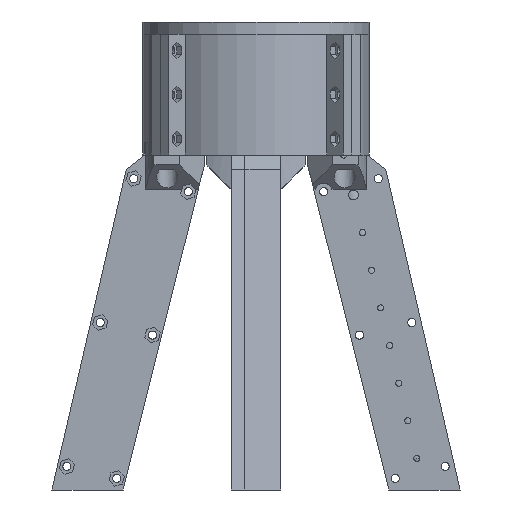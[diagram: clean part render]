
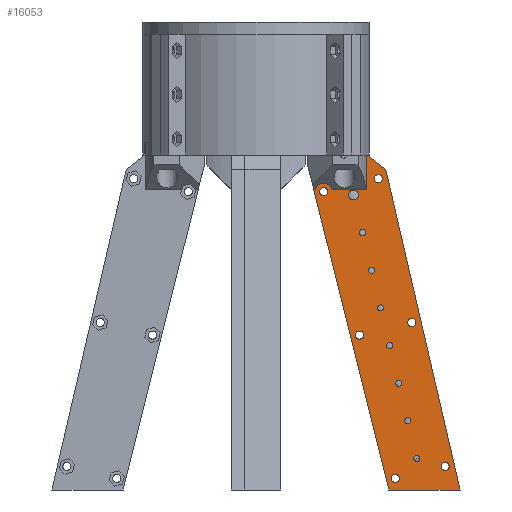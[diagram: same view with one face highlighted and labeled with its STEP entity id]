
A CAD part, left-side view. The second image highlights one B-rep face of the part: STEP entity #16053.
In plain terms, the highlighted planar face has unit normal (-1, 0, 0).
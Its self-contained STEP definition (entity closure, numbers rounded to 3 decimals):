
#703=FACE_BOUND('',#3174,.T.);
#704=FACE_BOUND('',#3175,.T.);
#705=FACE_BOUND('',#3176,.T.);
#706=FACE_BOUND('',#3177,.T.);
#707=FACE_BOUND('',#3178,.T.);
#708=FACE_BOUND('',#3179,.T.);
#709=FACE_BOUND('',#3180,.T.);
#710=FACE_BOUND('',#3181,.T.);
#711=FACE_BOUND('',#3182,.T.);
#712=FACE_BOUND('',#3183,.T.);
#713=FACE_BOUND('',#3184,.T.);
#714=FACE_BOUND('',#3185,.T.);
#715=FACE_BOUND('',#3186,.T.);
#716=FACE_BOUND('',#3187,.T.);
#1272=PLANE('',#17283);
#2066=FACE_OUTER_BOUND('',#3173,.T.);
#3173=EDGE_LOOP('',(#14757,#14758,#14759,#14760,#14761,#14762,#14763,#14764,
#14765));
#3174=EDGE_LOOP('',(#14766));
#3175=EDGE_LOOP('',(#14767));
#3176=EDGE_LOOP('',(#14768));
#3177=EDGE_LOOP('',(#14769));
#3178=EDGE_LOOP('',(#14770));
#3179=EDGE_LOOP('',(#14771));
#3180=EDGE_LOOP('',(#14772));
#3181=EDGE_LOOP('',(#14773));
#3182=EDGE_LOOP('',(#14774));
#3183=EDGE_LOOP('',(#14775));
#3184=EDGE_LOOP('',(#14776));
#3185=EDGE_LOOP('',(#14777));
#3186=EDGE_LOOP('',(#14778));
#3187=EDGE_LOOP('',(#14779));
#4729=LINE('',#29878,#6285);
#4734=LINE('',#29887,#6290);
#4738=LINE('',#29902,#6294);
#4746=LINE('',#29930,#6302);
#4758=LINE('',#30427,#6314);
#4759=LINE('',#30428,#6315);
#4760=LINE('',#30430,#6316);
#4761=LINE('',#30431,#6317);
#6285=VECTOR('',#21063,10.);
#6290=VECTOR('',#21070,10.);
#6294=VECTOR('',#21082,10.);
#6302=VECTOR('',#21098,10.);
#6314=VECTOR('',#21164,10.);
#6315=VECTOR('',#21165,10.);
#6316=VECTOR('',#21166,10.);
#6317=VECTOR('',#21167,10.);
#6747=CIRCLE('',#17265,1.25);
#6748=CIRCLE('',#17267,1.25);
#6749=CIRCLE('',#17269,1.25);
#6750=CIRCLE('',#17271,1.25);
#6751=CIRCLE('',#17273,1.25);
#6752=CIRCLE('',#17275,2.);
#6753=CIRCLE('',#17277,1.25);
#6754=CIRCLE('',#17279,1.25);
#6755=CIRCLE('',#17282,3.5);
#6756=CIRCLE('',#17284,1.65);
#6757=CIRCLE('',#17285,1.65);
#6758=CIRCLE('',#17286,1.65);
#6759=CIRCLE('',#17287,1.65);
#6760=CIRCLE('',#17288,1.65);
#6761=CIRCLE('',#17289,1.65);
#8160=VERTEX_POINT('',#29875);
#8161=VERTEX_POINT('',#29877);
#8164=VERTEX_POINT('',#29885);
#8170=VERTEX_POINT('',#29899);
#8171=VERTEX_POINT('',#29901);
#8179=VERTEX_POINT('',#29928);
#8200=VERTEX_POINT('',#30320);
#8201=VERTEX_POINT('',#30324);
#8202=VERTEX_POINT('',#30328);
#8203=VERTEX_POINT('',#30332);
#8204=VERTEX_POINT('',#30336);
#8205=VERTEX_POINT('',#30340);
#8206=VERTEX_POINT('',#30344);
#8207=VERTEX_POINT('',#30383);
#8208=VERTEX_POINT('',#30422);
#8209=VERTEX_POINT('',#30423);
#8210=VERTEX_POINT('',#30429);
#8211=VERTEX_POINT('',#30432);
#8212=VERTEX_POINT('',#30434);
#8213=VERTEX_POINT('',#30436);
#8214=VERTEX_POINT('',#30438);
#8215=VERTEX_POINT('',#30440);
#8216=VERTEX_POINT('',#30442);
#10348=EDGE_CURVE('',#8161,#8160,#4729,.T.);
#10353=EDGE_CURVE('',#8160,#8164,#4734,.T.);
#10360=EDGE_CURVE('',#8171,#8170,#4738,.T.);
#10371=EDGE_CURVE('',#8164,#8179,#4746,.T.);
#10400=EDGE_CURVE('',#8200,#8200,#6747,.T.);
#10402=EDGE_CURVE('',#8201,#8201,#6748,.T.);
#10404=EDGE_CURVE('',#8202,#8202,#6749,.T.);
#10406=EDGE_CURVE('',#8203,#8203,#6750,.T.);
#10408=EDGE_CURVE('',#8204,#8204,#6751,.T.);
#10410=EDGE_CURVE('',#8205,#8205,#6752,.T.);
#10412=EDGE_CURVE('',#8206,#8206,#6753,.T.);
#10415=EDGE_CURVE('',#8207,#8207,#6754,.T.);
#10417=EDGE_CURVE('',#8208,#8209,#6755,.T.);
#10418=EDGE_CURVE('',#8161,#8208,#4758,.T.);
#10419=EDGE_CURVE('',#8171,#8179,#4759,.T.);
#10420=EDGE_CURVE('',#8170,#8210,#4760,.T.);
#10421=EDGE_CURVE('',#8209,#8210,#4761,.T.);
#10422=EDGE_CURVE('',#8211,#8211,#6756,.T.);
#10423=EDGE_CURVE('',#8212,#8212,#6757,.T.);
#10424=EDGE_CURVE('',#8213,#8213,#6758,.T.);
#10425=EDGE_CURVE('',#8214,#8214,#6759,.T.);
#10426=EDGE_CURVE('',#8215,#8215,#6760,.T.);
#10427=EDGE_CURVE('',#8216,#8216,#6761,.T.);
#14757=ORIENTED_EDGE('',*,*,#10417,.F.);
#14758=ORIENTED_EDGE('',*,*,#10418,.F.);
#14759=ORIENTED_EDGE('',*,*,#10348,.T.);
#14760=ORIENTED_EDGE('',*,*,#10353,.T.);
#14761=ORIENTED_EDGE('',*,*,#10371,.T.);
#14762=ORIENTED_EDGE('',*,*,#10419,.F.);
#14763=ORIENTED_EDGE('',*,*,#10360,.T.);
#14764=ORIENTED_EDGE('',*,*,#10420,.T.);
#14765=ORIENTED_EDGE('',*,*,#10421,.F.);
#14766=ORIENTED_EDGE('',*,*,#10400,.T.);
#14767=ORIENTED_EDGE('',*,*,#10402,.T.);
#14768=ORIENTED_EDGE('',*,*,#10404,.T.);
#14769=ORIENTED_EDGE('',*,*,#10406,.T.);
#14770=ORIENTED_EDGE('',*,*,#10408,.T.);
#14771=ORIENTED_EDGE('',*,*,#10410,.T.);
#14772=ORIENTED_EDGE('',*,*,#10412,.T.);
#14773=ORIENTED_EDGE('',*,*,#10415,.T.);
#14774=ORIENTED_EDGE('',*,*,#10422,.T.);
#14775=ORIENTED_EDGE('',*,*,#10423,.T.);
#14776=ORIENTED_EDGE('',*,*,#10424,.T.);
#14777=ORIENTED_EDGE('',*,*,#10425,.T.);
#14778=ORIENTED_EDGE('',*,*,#10426,.T.);
#14779=ORIENTED_EDGE('',*,*,#10427,.T.);
#16053=ADVANCED_FACE('',(#2066,#703,#704,#705,#706,#707,#708,#709,#710,
#711,#712,#713,#714,#715,#716),#1272,.T.);
#17265=AXIS2_PLACEMENT_3D('',#30322,#21119,#21120);
#17267=AXIS2_PLACEMENT_3D('',#30326,#21124,#21125);
#17269=AXIS2_PLACEMENT_3D('',#30330,#21129,#21130);
#17271=AXIS2_PLACEMENT_3D('',#30334,#21134,#21135);
#17273=AXIS2_PLACEMENT_3D('',#30338,#21139,#21140);
#17275=AXIS2_PLACEMENT_3D('',#30342,#21144,#21145);
#17277=AXIS2_PLACEMENT_3D('',#30346,#21149,#21150);
#17279=AXIS2_PLACEMENT_3D('',#30385,#21154,#21155);
#17282=AXIS2_PLACEMENT_3D('',#30425,#21160,#21161);
#17283=AXIS2_PLACEMENT_3D('',#30426,#21162,#21163);
#17284=AXIS2_PLACEMENT_3D('',#30433,#21168,#21169);
#17285=AXIS2_PLACEMENT_3D('',#30435,#21170,#21171);
#17286=AXIS2_PLACEMENT_3D('',#30437,#21172,#21173);
#17287=AXIS2_PLACEMENT_3D('',#30439,#21174,#21175);
#17288=AXIS2_PLACEMENT_3D('',#30441,#21176,#21177);
#17289=AXIS2_PLACEMENT_3D('',#30443,#21178,#21179);
#21063=DIRECTION('',(0.,-0.243,-0.97));
#21070=DIRECTION('',(0.,-1.,0.));
#21082=DIRECTION('',(0.,1.,0.));
#21098=DIRECTION('',(0.,0.226,0.974));
#21119=DIRECTION('center_axis',(1.,0.,0.));
#21120=DIRECTION('ref_axis',(0.,-1.,0.));
#21124=DIRECTION('center_axis',(1.,0.,0.));
#21125=DIRECTION('ref_axis',(0.,-1.,0.));
#21129=DIRECTION('center_axis',(1.,0.,0.));
#21130=DIRECTION('ref_axis',(0.,-1.,0.));
#21134=DIRECTION('center_axis',(1.,0.,0.));
#21135=DIRECTION('ref_axis',(0.,-1.,0.));
#21139=DIRECTION('center_axis',(1.,0.,0.));
#21140=DIRECTION('ref_axis',(0.,-1.,0.));
#21144=DIRECTION('center_axis',(1.,0.,0.));
#21145=DIRECTION('ref_axis',(0.,-1.,0.));
#21149=DIRECTION('center_axis',(1.,0.,0.));
#21150=DIRECTION('ref_axis',(0.,-1.,0.));
#21154=DIRECTION('center_axis',(1.,0.,0.));
#21155=DIRECTION('ref_axis',(0.,-1.,0.));
#21160=DIRECTION('center_axis',(1.,0.,0.));
#21161=DIRECTION('ref_axis',(0.,-1.,0.));
#21162=DIRECTION('center_axis',(-1.,0.,0.));
#21163=DIRECTION('ref_axis',(0.,-1.,0.));
#21164=DIRECTION('',(0.,-1.,0.));
#21165=DIRECTION('',(0.,-0.783,-0.622));
#21166=DIRECTION('',(0.,0.,-1.));
#21167=DIRECTION('',(0.,-1.,0.));
#21168=DIRECTION('center_axis',(1.,0.,0.));
#21169=DIRECTION('ref_axis',(0.,-1.,0.));
#21170=DIRECTION('center_axis',(1.,0.,0.));
#21171=DIRECTION('ref_axis',(0.,-1.,0.));
#21172=DIRECTION('center_axis',(1.,0.,0.));
#21173=DIRECTION('ref_axis',(0.,-1.,0.));
#21174=DIRECTION('center_axis',(1.,0.,0.));
#21175=DIRECTION('ref_axis',(0.,-1.,0.));
#21176=DIRECTION('center_axis',(1.,0.,0.));
#21177=DIRECTION('ref_axis',(0.,-1.,0.));
#21178=DIRECTION('center_axis',(1.,0.,0.));
#21179=DIRECTION('ref_axis',(0.,-1.,0.));
#29875=CARTESIAN_POINT('',(-10.,-53.934,-150.5));
#29877=CARTESIAN_POINT('',(-10.,-23.436,-28.5));
#29878=CARTESIAN_POINT('',(-10.,-53.934,-150.5));
#29885=CARTESIAN_POINT('',(-10.,-82.845,-150.5));
#29887=CARTESIAN_POINT('',(-10.,-82.845,-150.5));
#29899=CARTESIAN_POINT('',(-10.,-44.9,-14.5));
#29901=CARTESIAN_POINT('',(-10.,-45.326,-14.5));
#29902=CARTESIAN_POINT('',(-10.,-46.,-14.5));
#29928=CARTESIAN_POINT('',(-10.,-52.681,-20.345));
#29930=CARTESIAN_POINT('',(-10.,-51.326,-14.5));
#30320=CARTESIAN_POINT('',(-10.,-56.695,-107.133));
#30322=CARTESIAN_POINT('Origin',(-10.,-57.945,-107.133));
#30324=CARTESIAN_POINT('',(-10.,-41.976,-46.023));
#30326=CARTESIAN_POINT('Origin',(-10.,-43.226,-46.023));
#30328=CARTESIAN_POINT('',(-10.,-45.656,-61.301));
#30330=CARTESIAN_POINT('Origin',(-10.,-46.906,-61.301));
#30332=CARTESIAN_POINT('',(-10.,-60.374,-122.411));
#30334=CARTESIAN_POINT('Origin',(-10.,-61.624,-122.411));
#30336=CARTESIAN_POINT('',(-10.,-53.015,-91.856));
#30338=CARTESIAN_POINT('Origin',(-10.,-54.265,-91.856));
#30340=CARTESIAN_POINT('',(-10.,-37.547,-30.746));
#30342=CARTESIAN_POINT('Origin',(-10.,-39.547,-30.746));
#30344=CARTESIAN_POINT('',(-10.,-49.336,-76.578));
#30346=CARTESIAN_POINT('Origin',(-10.,-50.586,-76.578));
#30383=CARTESIAN_POINT('',(-10.,-64.054,-137.688));
#30385=CARTESIAN_POINT('Origin',(-10.,-65.304,-137.688));
#30422=CARTESIAN_POINT('',(-10.,-24.085,-28.5));
#30423=CARTESIAN_POINT('',(-10.,-30.849,-28.5));
#30425=CARTESIAN_POINT('Origin',(-10.,-27.467,-29.402));
#30426=CARTESIAN_POINT('Origin',(-10.,-51.391,-82.5));
#30427=CARTESIAN_POINT('',(-10.,-42.17,-28.5));
#30428=CARTESIAN_POINT('',(-10.,-65.584,-30.6));
#30429=CARTESIAN_POINT('',(-10.,-44.9,-28.5));
#30430=CARTESIAN_POINT('',(-10.,-44.9,-14.5));
#30431=CARTESIAN_POINT('',(-10.,-42.17,-28.5));
#30432=CARTESIAN_POINT('',(-10.,-25.817,-29.402));
#30433=CARTESIAN_POINT('Origin',(-10.,-27.467,-29.402));
#30434=CARTESIAN_POINT('',(-10.,-48.04,-24.049));
#30435=CARTESIAN_POINT('Origin',(-10.,-49.69,-24.049));
#30436=CARTESIAN_POINT('',(-10.,-54.92,-145.819));
#30437=CARTESIAN_POINT('Origin',(-10.,-56.57,-145.819));
#30438=CARTESIAN_POINT('',(-10.,-40.368,-87.61));
#30439=CARTESIAN_POINT('Origin',(-10.,-42.018,-87.61));
#30440=CARTESIAN_POINT('',(-10.,-75.133,-140.951));
#30441=CARTESIAN_POINT('Origin',(-10.,-76.783,-140.951));
#30442=CARTESIAN_POINT('',(-10.,-61.586,-82.5));
#30443=CARTESIAN_POINT('Origin',(-10.,-63.236,-82.5));
